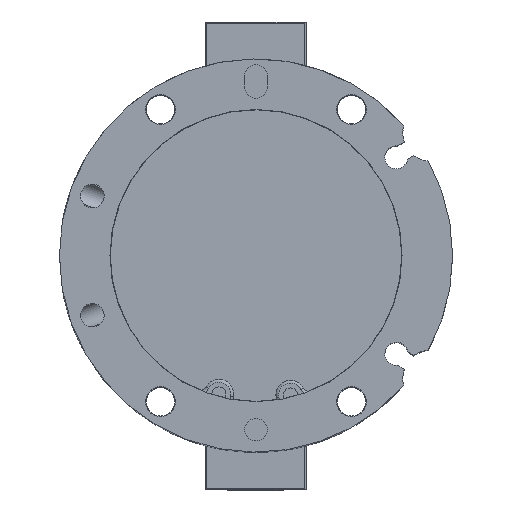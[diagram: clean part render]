
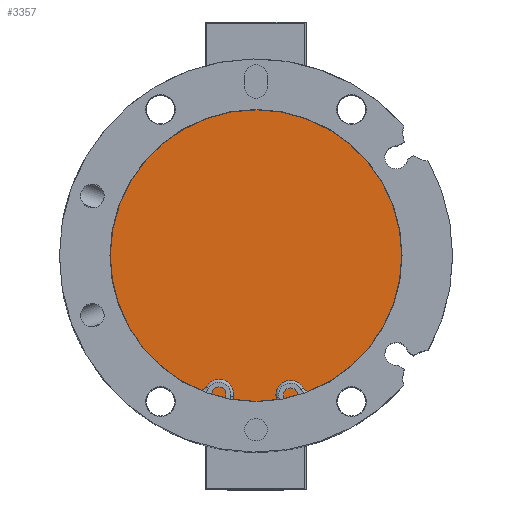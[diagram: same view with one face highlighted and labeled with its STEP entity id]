
A CAD part, top view. The second image highlights one B-rep face of the part: STEP entity #3357.
In plain terms, the highlighted planar face has unit normal (0, 0, 1).
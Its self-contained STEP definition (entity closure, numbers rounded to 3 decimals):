
#698 = VERTEX_POINT ( 'NONE', #924 ) ;
#924 = CARTESIAN_POINT ( 'NONE',  ( -34.349, 14.5, 91.66 ) ) ;
#1153 = ORIENTED_EDGE ( 'NONE', *, *, #8310, .F. ) ;
#1157 = CARTESIAN_POINT ( 'NONE',  ( -34.349, -11.45, 91.66 ) ) ;
#1252 = AXIS2_PLACEMENT_3D ( 'NONE', #7207, #2517, #8004 ) ;
#2181 = CARTESIAN_POINT ( 'NONE',  ( -34.349, -37.4, 91.66 ) ) ;
#2517 = DIRECTION ( 'NONE',  ( 0., 0., -1. ) ) ;
#3357 = ADVANCED_FACE ( 'NONE', ( #9294 ), #4303, .F. ) ;
#3694 = CARTESIAN_POINT ( 'NONE',  ( -34.349, -11.45, 91.66 ) ) ;
#4303 = PLANE ( 'NONE',  #9268 ) ;
#4484 = DIRECTION ( 'NONE',  ( 0., 1., 0. ) ) ;
#5058 = CIRCLE ( 'NONE', #7477, 25.95 ) ;
#5096 = DIRECTION ( 'NONE',  ( 0., 1., 0. ) ) ;
#6154 = ORIENTED_EDGE ( 'NONE', *, *, #7135, .F. ) ;
#7135 = EDGE_CURVE ( 'NONE', #9531, #698, #5058, .T. ) ;
#7207 = CARTESIAN_POINT ( 'NONE',  ( -34.349, -11.45, 91.66 ) ) ;
#7477 = AXIS2_PLACEMENT_3D ( 'NONE', #3694, #9184, #4484 ) ;
#8004 = DIRECTION ( 'NONE',  ( 0., 1., 0. ) ) ;
#8310 = EDGE_CURVE ( 'NONE', #698, #9531, #8406, .T. ) ;
#8406 = CIRCLE ( 'NONE', #1252, 25.95 ) ;
#9184 = DIRECTION ( 'NONE',  ( 0., 0., -1. ) ) ;
#9268 = AXIS2_PLACEMENT_3D ( 'NONE', #1157, #9802, #5096 ) ;
#9294 = FACE_OUTER_BOUND ( 'NONE', #9775, .T. ) ;
#9531 = VERTEX_POINT ( 'NONE', #2181 ) ;
#9775 = EDGE_LOOP ( 'NONE', ( #1153, #6154 ) ) ;
#9802 = DIRECTION ( 'NONE',  ( 0., 0., -1. ) ) ;
